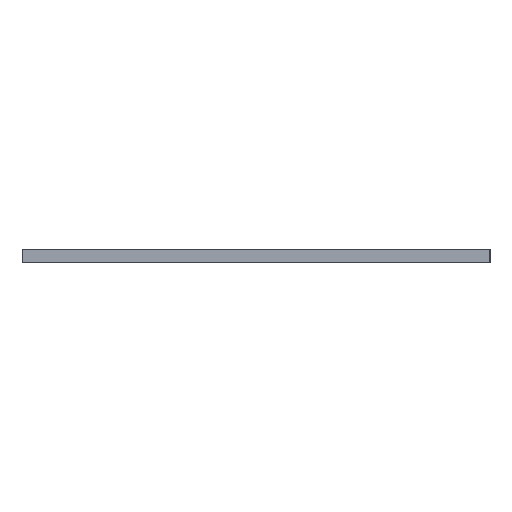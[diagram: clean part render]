
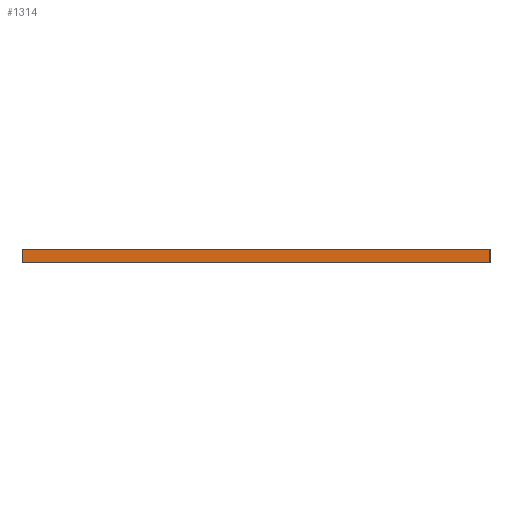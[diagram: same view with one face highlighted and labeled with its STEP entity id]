
A CAD part, left-side view. The second image highlights one B-rep face of the part: STEP entity #1314.
In plain terms, the highlighted planar face has unit normal (-1, 0, 0).
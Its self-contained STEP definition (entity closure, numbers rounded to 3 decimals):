
#201 = CARTESIAN_POINT ( 'NONE',  ( -52.25, -24., 1.4 ) ) ;
#515 = ORIENTED_EDGE ( 'NONE', *, *, #6598, .F. ) ;
#605 = DIRECTION ( 'NONE',  ( 0., -1., 0. ) ) ;
#923 = EDGE_CURVE ( 'NONE', #2004, #6037, #5384, .T. ) ;
#1201 = VECTOR ( 'NONE', #2776, 1000. ) ;
#1248 = CARTESIAN_POINT ( 'NONE',  ( -52.25, 24., 1.4 ) ) ;
#1314 = ADVANCED_FACE ( 'NONE', ( #7057 ), #7214, .F. ) ;
#1521 = CARTESIAN_POINT ( 'NONE',  ( -52.25, 24., 1.4 ) ) ;
#2004 = VERTEX_POINT ( 'NONE', #4424 ) ;
#2263 = EDGE_LOOP ( 'NONE', ( #7036, #7882, #515, #3504 ) ) ;
#2598 = DIRECTION ( 'NONE',  ( 0., -1., 0. ) ) ;
#2776 = DIRECTION ( 'NONE',  ( 0., 0., -1. ) ) ;
#2845 = VECTOR ( 'NONE', #605, 1000. ) ;
#3258 = EDGE_CURVE ( 'NONE', #4107, #6037, #6764, .T. ) ;
#3504 = ORIENTED_EDGE ( 'NONE', *, *, #9341, .T. ) ;
#3564 = LINE ( 'NONE', #1248, #1201 ) ;
#4107 = VERTEX_POINT ( 'NONE', #6843 ) ;
#4424 = CARTESIAN_POINT ( 'NONE',  ( -52.25, 24., 0. ) ) ;
#4792 = DIRECTION ( 'NONE',  ( 0., 0., -1. ) ) ;
#5384 = LINE ( 'NONE', #8591, #2845 ) ;
#5477 = CARTESIAN_POINT ( 'NONE',  ( -52.25, -24., 1.4 ) ) ;
#6037 = VERTEX_POINT ( 'NONE', #6172 ) ;
#6172 = CARTESIAN_POINT ( 'NONE',  ( -52.25, -24., 0. ) ) ;
#6598 = EDGE_CURVE ( 'NONE', #9673, #4107, #8166, .T. ) ;
#6764 = LINE ( 'NONE', #201, #10329 ) ;
#6843 = CARTESIAN_POINT ( 'NONE',  ( -52.25, -24., 1.4 ) ) ;
#7036 = ORIENTED_EDGE ( 'NONE', *, *, #923, .T. ) ;
#7057 = FACE_OUTER_BOUND ( 'NONE', #2263, .T. ) ;
#7214 = PLANE ( 'NONE',  #10332 ) ;
#7882 = ORIENTED_EDGE ( 'NONE', *, *, #3258, .F. ) ;
#8166 = LINE ( 'NONE', #9898, #9911 ) ;
#8591 = CARTESIAN_POINT ( 'NONE',  ( -52.25, -24., 0. ) ) ;
#8675 = DIRECTION ( 'NONE',  ( 1., 0., 0. ) ) ;
#8925 = DIRECTION ( 'NONE',  ( 0., 0., -1. ) ) ;
#9341 = EDGE_CURVE ( 'NONE', #9673, #2004, #3564, .T. ) ;
#9673 = VERTEX_POINT ( 'NONE', #1521 ) ;
#9898 = CARTESIAN_POINT ( 'NONE',  ( -52.25, -24., 1.4 ) ) ;
#9911 = VECTOR ( 'NONE', #2598, 1000. ) ;
#10329 = VECTOR ( 'NONE', #8925, 1000. ) ;
#10332 = AXIS2_PLACEMENT_3D ( 'NONE', #5477, #8675, #4792 ) ;
